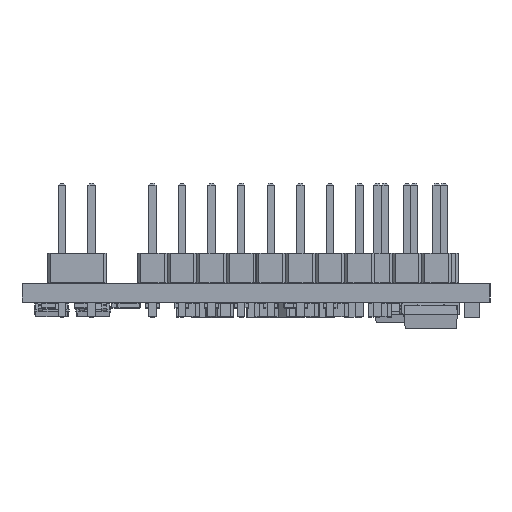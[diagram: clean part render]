
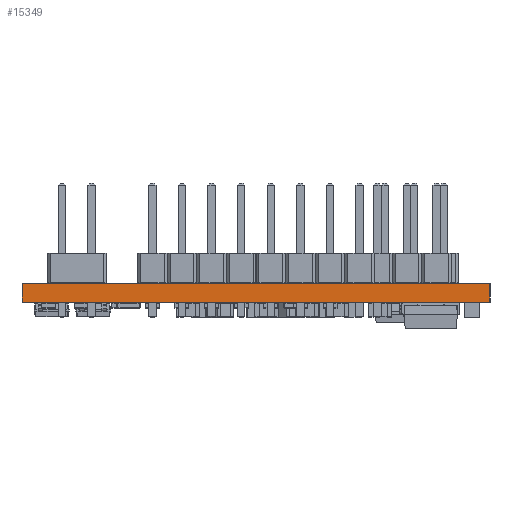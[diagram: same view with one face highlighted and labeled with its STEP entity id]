
A CAD part, left-side view. The second image highlights one B-rep face of the part: STEP entity #15349.
In plain terms, the highlighted planar face has unit normal (-1, 0, 0).
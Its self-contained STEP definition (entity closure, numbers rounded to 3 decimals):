
#15293 = VERTEX_POINT('',#15294);
#15294 = CARTESIAN_POINT('',(5.334,5.334,1.6));
#15300 = EDGE_CURVE('',#15301,#15293,#15303,.T.);
#15301 = VERTEX_POINT('',#15302);
#15302 = CARTESIAN_POINT('',(5.334,5.334,0.));
#15303 = LINE('',#15304,#15305);
#15304 = CARTESIAN_POINT('',(5.334,5.334,0.));
#15305 = VECTOR('',#15306,1.);
#15306 = DIRECTION('',(0.,0.,1.));
#15349 = ADVANCED_FACE('',(#15350),#15375,.T.);
#15350 = FACE_BOUND('',#15351,.T.);
#15351 = EDGE_LOOP('',(#15352,#15353,#15361,#15369));
#15352 = ORIENTED_EDGE('',*,*,#15300,.T.);
#15353 = ORIENTED_EDGE('',*,*,#15354,.T.);
#15354 = EDGE_CURVE('',#15293,#15355,#15357,.T.);
#15355 = VERTEX_POINT('',#15356);
#15356 = CARTESIAN_POINT('',(5.334,45.466,1.6));
#15357 = LINE('',#15358,#15359);
#15358 = CARTESIAN_POINT('',(5.334,5.334,1.6));
#15359 = VECTOR('',#15360,1.);
#15360 = DIRECTION('',(0.,1.,0.));
#15361 = ORIENTED_EDGE('',*,*,#15362,.F.);
#15362 = EDGE_CURVE('',#15363,#15355,#15365,.T.);
#15363 = VERTEX_POINT('',#15364);
#15364 = CARTESIAN_POINT('',(5.334,45.466,0.));
#15365 = LINE('',#15366,#15367);
#15366 = CARTESIAN_POINT('',(5.334,45.466,0.));
#15367 = VECTOR('',#15368,1.);
#15368 = DIRECTION('',(0.,0.,1.));
#15369 = ORIENTED_EDGE('',*,*,#15370,.F.);
#15370 = EDGE_CURVE('',#15301,#15363,#15371,.T.);
#15371 = LINE('',#15372,#15373);
#15372 = CARTESIAN_POINT('',(5.334,5.334,0.));
#15373 = VECTOR('',#15374,1.);
#15374 = DIRECTION('',(0.,1.,0.));
#15375 = PLANE('',#15376);
#15376 = AXIS2_PLACEMENT_3D('',#15377,#15378,#15379);
#15377 = CARTESIAN_POINT('',(5.334,5.334,0.));
#15378 = DIRECTION('',(-1.,0.,0.));
#15379 = DIRECTION('',(0.,1.,0.));
